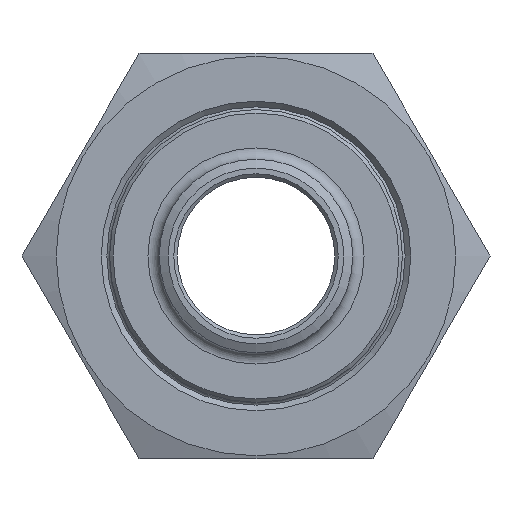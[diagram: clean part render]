
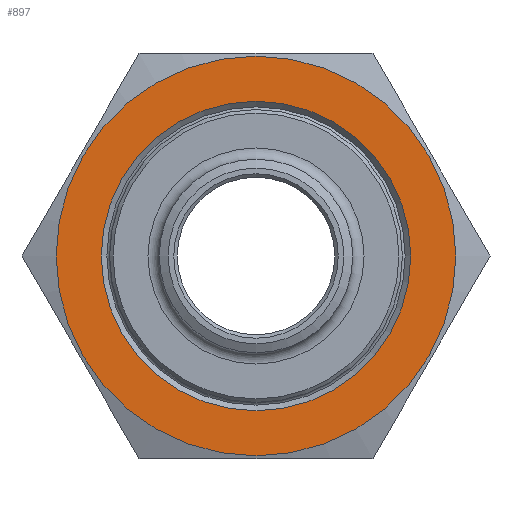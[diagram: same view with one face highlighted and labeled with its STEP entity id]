
A CAD part, left-side view. The second image highlights one B-rep face of the part: STEP entity #897.
In plain terms, the highlighted planar face has unit normal (-1, 0, 0).
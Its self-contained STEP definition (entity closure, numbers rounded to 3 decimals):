
#46=FACE_BOUND('',#162,.T.);
#72=PLANE('',#1038);
#101=FACE_OUTER_BOUND('',#161,.T.);
#161=EDGE_LOOP('',(#658));
#162=EDGE_LOOP('',(#659));
#319=CIRCLE('',#1021,17.75);
#324=CIRCLE('',#1033,13.75);
#403=VERTEX_POINT('',#1527);
#409=VERTEX_POINT('',#1558);
#489=EDGE_CURVE('',#403,#403,#319,.T.);
#502=EDGE_CURVE('',#409,#409,#324,.T.);
#658=ORIENTED_EDGE('',*,*,#489,.T.);
#659=ORIENTED_EDGE('',*,*,#502,.F.);
#897=ADVANCED_FACE('',(#101,#46),#72,.F.);
#1021=AXIS2_PLACEMENT_3D('',#1529,#1169,#1170);
#1033=AXIS2_PLACEMENT_3D('',#1559,#1199,#1200);
#1038=AXIS2_PLACEMENT_3D('',#1569,#1211,#1212);
#1169=DIRECTION('center_axis',(-1.,0.,0.));
#1170=DIRECTION('ref_axis',(0.,1.,0.));
#1199=DIRECTION('center_axis',(-1.,0.,0.));
#1200=DIRECTION('ref_axis',(0.,-1.,0.));
#1211=DIRECTION('center_axis',(1.,0.,0.));
#1212=DIRECTION('ref_axis',(0.,0.,-1.));
#1527=CARTESIAN_POINT('',(-7.75,-17.75,0.));
#1529=CARTESIAN_POINT('Origin',(-7.75,0.,0.));
#1558=CARTESIAN_POINT('',(-7.75,13.75,0.));
#1559=CARTESIAN_POINT('Origin',(-7.75,0.,0.));
#1569=CARTESIAN_POINT('Origin',(-7.75,0.,0.));
